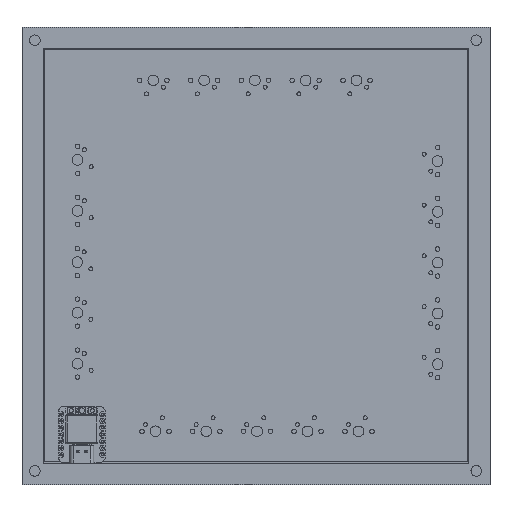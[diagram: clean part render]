
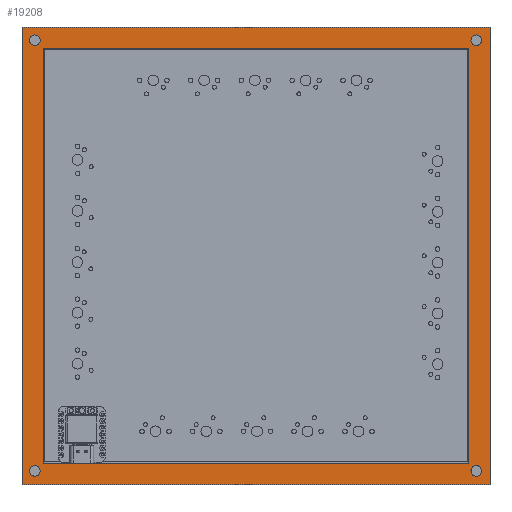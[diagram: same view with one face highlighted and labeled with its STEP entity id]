
A CAD part, top view. The second image highlights one B-rep face of the part: STEP entity #19208.
In plain terms, the highlighted planar face has unit normal (0, 0, 1).
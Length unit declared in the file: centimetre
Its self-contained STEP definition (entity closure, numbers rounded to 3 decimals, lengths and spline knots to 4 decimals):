
#398=FACE_BOUND('',#3886,.T.);
#399=FACE_BOUND('',#3887,.T.);
#400=FACE_BOUND('',#3888,.T.);
#401=FACE_BOUND('',#3889,.T.);
#402=FACE_BOUND('',#3890,.T.);
#1067=CIRCLE('',#20971,0.2);
#1069=CIRCLE('',#20975,0.2);
#1071=CIRCLE('',#20979,0.2);
#1073=CIRCLE('',#20983,0.2);
#2573=FACE_OUTER_BOUND('',#3885,.T.);
#3885=EDGE_LOOP('',(#17452,#17453,#17454,#17455));
#3886=EDGE_LOOP('',(#17456));
#3887=EDGE_LOOP('',(#17457));
#3888=EDGE_LOOP('',(#17458));
#3889=EDGE_LOOP('',(#17459));
#3890=EDGE_LOOP('',(#17460,#17461,#17462,#17463));
#5867=LINE('',#31846,#7860);
#5876=LINE('',#31884,#7869);
#5877=LINE('',#31886,#7870);
#5878=LINE('',#31887,#7871);
#5879=LINE('',#31890,#7872);
#5880=LINE('',#31892,#7873);
#5881=LINE('',#31894,#7874);
#5882=LINE('',#31895,#7875);
#7860=VECTOR('',#26298,1.);
#7869=VECTOR('',#26345,1.);
#7870=VECTOR('',#26346,1.);
#7871=VECTOR('',#26347,1.);
#7872=VECTOR('',#26348,1.);
#7873=VECTOR('',#26349,1.);
#7874=VECTOR('',#26350,1.);
#7875=VECTOR('',#26351,1.);
#9576=VERTEX_POINT('',#31843);
#9577=VERTEX_POINT('',#31845);
#9579=VERTEX_POINT('',#31855);
#9581=VERTEX_POINT('',#31862);
#9583=VERTEX_POINT('',#31869);
#9585=VERTEX_POINT('',#31876);
#9587=VERTEX_POINT('',#31883);
#9588=VERTEX_POINT('',#31885);
#9589=VERTEX_POINT('',#31888);
#9590=VERTEX_POINT('',#31889);
#9591=VERTEX_POINT('',#31891);
#9592=VERTEX_POINT('',#31893);
#12197=EDGE_CURVE('',#9577,#9576,#5867,.T.);
#12202=EDGE_CURVE('',#9579,#9579,#1067,.T.);
#12205=EDGE_CURVE('',#9581,#9581,#1069,.T.);
#12208=EDGE_CURVE('',#9583,#9583,#1071,.T.);
#12211=EDGE_CURVE('',#9585,#9585,#1073,.T.);
#12214=EDGE_CURVE('',#9576,#9587,#5876,.T.);
#12215=EDGE_CURVE('',#9587,#9588,#5877,.T.);
#12216=EDGE_CURVE('',#9588,#9577,#5878,.T.);
#12217=EDGE_CURVE('',#9589,#9590,#5879,.T.);
#12218=EDGE_CURVE('',#9590,#9591,#5880,.T.);
#12219=EDGE_CURVE('',#9591,#9592,#5881,.T.);
#12220=EDGE_CURVE('',#9592,#9589,#5882,.T.);
#17452=ORIENTED_EDGE('',*,*,#12197,.T.);
#17453=ORIENTED_EDGE('',*,*,#12214,.T.);
#17454=ORIENTED_EDGE('',*,*,#12215,.T.);
#17455=ORIENTED_EDGE('',*,*,#12216,.T.);
#17456=ORIENTED_EDGE('',*,*,#12202,.T.);
#17457=ORIENTED_EDGE('',*,*,#12205,.T.);
#17458=ORIENTED_EDGE('',*,*,#12208,.T.);
#17459=ORIENTED_EDGE('',*,*,#12211,.T.);
#17460=ORIENTED_EDGE('',*,*,#12217,.T.);
#17461=ORIENTED_EDGE('',*,*,#12218,.T.);
#17462=ORIENTED_EDGE('',*,*,#12219,.T.);
#17463=ORIENTED_EDGE('',*,*,#12220,.T.);
#18179=PLANE('',#20986);
#19208=ADVANCED_FACE('',(#2573,#398,#399,#400,#401,#402),#18179,.T.);
#20971=AXIS2_PLACEMENT_3D('',#31856,#26309,#26310);
#20975=AXIS2_PLACEMENT_3D('',#31863,#26318,#26319);
#20979=AXIS2_PLACEMENT_3D('',#31870,#26327,#26328);
#20983=AXIS2_PLACEMENT_3D('',#31877,#26336,#26337);
#20986=AXIS2_PLACEMENT_3D('',#31882,#26343,#26344);
#26298=DIRECTION('',(1.,0.,0.));
#26309=DIRECTION('center_axis',(0.,0.,-1.));
#26310=DIRECTION('ref_axis',(0.,-1.,0.));
#26318=DIRECTION('center_axis',(0.,0.,-1.));
#26319=DIRECTION('ref_axis',(0.,-1.,0.));
#26327=DIRECTION('center_axis',(0.,0.,-1.));
#26328=DIRECTION('ref_axis',(0.,-1.,0.));
#26336=DIRECTION('center_axis',(0.,0.,-1.));
#26337=DIRECTION('ref_axis',(0.,-1.,0.));
#26343=DIRECTION('center_axis',(0.,0.,1.));
#26344=DIRECTION('ref_axis',(1.,0.,0.));
#26345=DIRECTION('',(0.,1.,0.));
#26346=DIRECTION('',(-1.,0.,0.));
#26347=DIRECTION('',(0.,-1.,0.));
#26348=DIRECTION('',(-1.,0.,0.));
#26349=DIRECTION('',(0.,1.,0.));
#26350=DIRECTION('',(1.,0.,0.));
#26351=DIRECTION('',(0.,-1.,0.));
#31843=CARTESIAN_POINT('',(23.8716,-16.8243,1.));
#31845=CARTESIAN_POINT('',(6.3016,-16.8243,1.));
#31846=CARTESIAN_POINT('',(23.8716,-16.8243,1.));
#31855=CARTESIAN_POINT('',(23.3562,-16.111,1.));
#31856=CARTESIAN_POINT('Origin',(23.3562,-16.311,1.));
#31862=CARTESIAN_POINT('',(23.3562,0.059,1.));
#31863=CARTESIAN_POINT('Origin',(23.3562,-0.141,1.));
#31869=CARTESIAN_POINT('',(6.7862,-16.111,1.));
#31870=CARTESIAN_POINT('Origin',(6.7862,-16.311,1.));
#31876=CARTESIAN_POINT('',(6.7862,0.059,1.));
#31877=CARTESIAN_POINT('Origin',(6.7862,-0.141,1.));
#31882=CARTESIAN_POINT('Origin',(15.0866,-8.2393,1.));
#31883=CARTESIAN_POINT('',(23.8716,0.3457,1.));
#31884=CARTESIAN_POINT('',(23.8716,0.3457,1.));
#31885=CARTESIAN_POINT('',(6.3016,0.3457,1.));
#31886=CARTESIAN_POINT('',(6.3016,0.3457,1.));
#31887=CARTESIAN_POINT('',(6.3016,-16.8243,1.));
#31888=CARTESIAN_POINT('',(23.0716,-16.0243,1.));
#31889=CARTESIAN_POINT('',(7.1016,-16.0243,1.));
#31890=CARTESIAN_POINT('',(23.0716,-16.0243,1.));
#31891=CARTESIAN_POINT('',(7.1016,-0.4543,1.));
#31892=CARTESIAN_POINT('',(7.1016,-16.0243,1.));
#31893=CARTESIAN_POINT('',(23.0716,-0.4543,1.));
#31894=CARTESIAN_POINT('',(7.1016,-0.4543,1.));
#31895=CARTESIAN_POINT('',(23.0716,-0.4543,1.));
